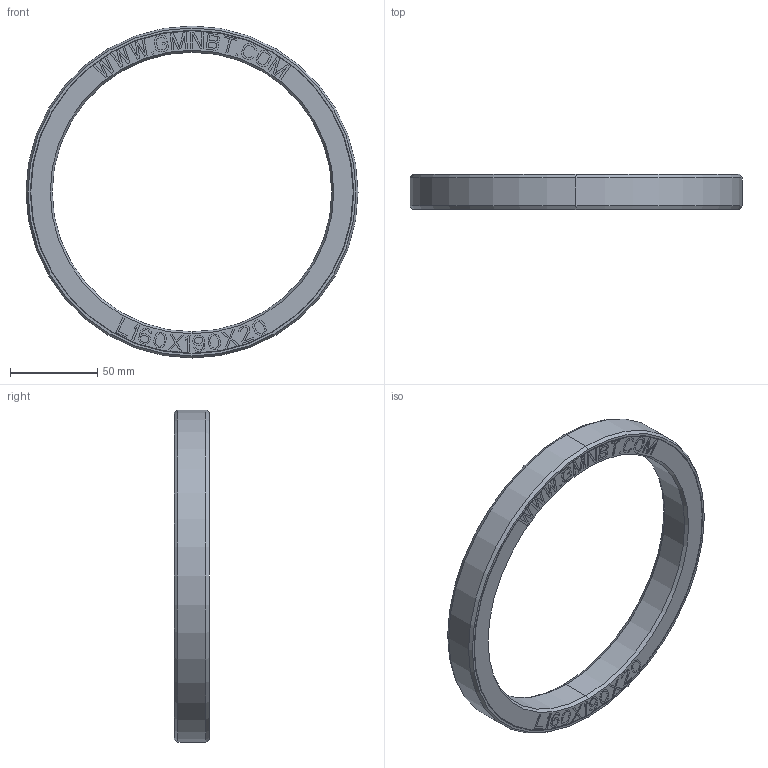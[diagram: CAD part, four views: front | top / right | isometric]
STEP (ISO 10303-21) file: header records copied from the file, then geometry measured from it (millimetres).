
FILE_DESCRIPTION((''),'2;1');
FILE_NAME('L160X190X20_PRT','2014-11-17T',('sales 4'),(''),'PRO/ENGINEER BY PARAMETRIC TECHNOLOGY CORPORATION, 2013150','PRO/ENGINEER BY PARAMETRIC TECHNOLOGY CORPORATION, 2013150','');
FILE_SCHEMA(('AUTOMOTIVE_DESIGN { 1 0 10303 214 1 1 1 1 }'));
Length unit declared in the file: millimetre
Products named in the file (1): L160X190X20_PRT
Bounding box: 190 x 20.08 x 190 mm (x, y, z)
Volume: 157560 mm3; surface area: 68187.3 mm2
Topology: 2 solids, 2 shells, 706 faces, 1930 edges, 1260 vertices
Faces by surface type: plane 618, cone 40, torus 36, cylinder 12
Entity records: 29441 total; most frequent: CARTESIAN_POINT 3898, ORIENTED_EDGE 3860, DIRECTION 3474, PRESENTATION_STYLE_ASSIGNMENT 2090, STYLED_ITEM 1932, CURVE_STYLE 1930, EDGE_CURVE 1930, VECTOR 1798
